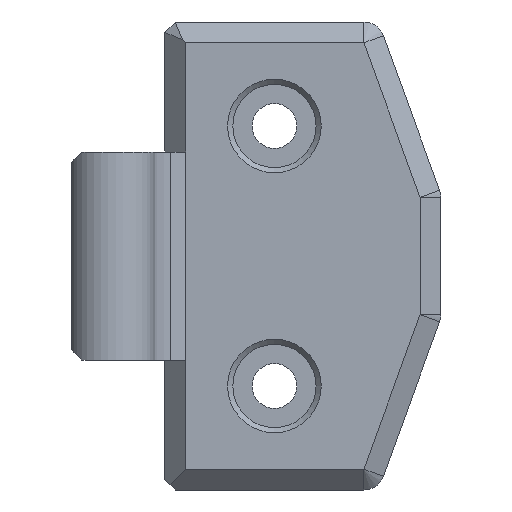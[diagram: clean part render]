
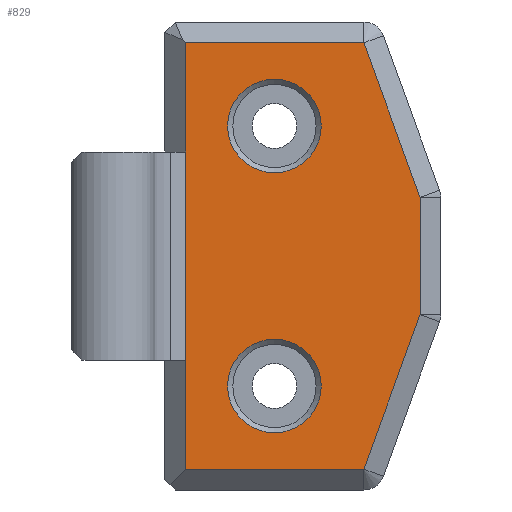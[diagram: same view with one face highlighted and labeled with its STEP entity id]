
A CAD part, front view. The second image highlights one B-rep face of the part: STEP entity #829.
In plain terms, the highlighted planar face has unit normal (0, -1, 0).
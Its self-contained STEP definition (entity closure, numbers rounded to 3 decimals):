
#30=FACE_BOUND('',#141,.T.);
#31=FACE_BOUND('',#142,.T.);
#52=CIRCLE('',#912,4.5);
#53=CIRCLE('',#914,4.5);
#87=FACE_OUTER_BOUND('',#140,.T.);
#140=EDGE_LOOP('',(#636,#637,#638,#639,#640,#641,#642,#643,#644,#645));
#141=EDGE_LOOP('',(#646));
#142=EDGE_LOOP('',(#647));
#187=LINE('',#1237,#275);
#206=LINE('',#1288,#294);
#218=LINE('',#1329,#306);
#219=LINE('',#1331,#307);
#220=LINE('',#1333,#308);
#221=LINE('',#1335,#309);
#222=LINE('',#1337,#310);
#223=LINE('',#1339,#311);
#224=LINE('',#1341,#312);
#225=LINE('',#1342,#313);
#275=VECTOR('',#985,10.);
#294=VECTOR('',#1038,10.);
#306=VECTOR('',#1072,10.);
#307=VECTOR('',#1073,10.);
#308=VECTOR('',#1074,10.);
#309=VECTOR('',#1075,10.);
#310=VECTOR('',#1076,10.);
#311=VECTOR('',#1077,10.);
#312=VECTOR('',#1078,10.);
#313=VECTOR('',#1079,10.);
#367=VERTEX_POINT('',#1234);
#368=VERTEX_POINT('',#1236);
#383=VERTEX_POINT('',#1286);
#400=VERTEX_POINT('',#1324);
#401=VERTEX_POINT('',#1328);
#402=VERTEX_POINT('',#1330);
#403=VERTEX_POINT('',#1332);
#404=VERTEX_POINT('',#1334);
#405=VERTEX_POINT('',#1336);
#406=VERTEX_POINT('',#1338);
#407=VERTEX_POINT('',#1340);
#408=VERTEX_POINT('',#1343);
#442=EDGE_CURVE('',#368,#367,#187,.T.);
#468=EDGE_CURVE('',#367,#383,#206,.T.);
#487=EDGE_CURVE('',#400,#400,#52,.T.);
#488=EDGE_CURVE('',#401,#383,#218,.T.);
#489=EDGE_CURVE('',#401,#402,#219,.T.);
#490=EDGE_CURVE('',#402,#403,#220,.T.);
#491=EDGE_CURVE('',#403,#404,#221,.T.);
#492=EDGE_CURVE('',#404,#405,#222,.T.);
#493=EDGE_CURVE('',#405,#406,#223,.T.);
#494=EDGE_CURVE('',#406,#407,#224,.T.);
#495=EDGE_CURVE('',#407,#368,#225,.T.);
#496=EDGE_CURVE('',#408,#408,#53,.T.);
#636=ORIENTED_EDGE('',*,*,#468,.T.);
#637=ORIENTED_EDGE('',*,*,#488,.F.);
#638=ORIENTED_EDGE('',*,*,#489,.T.);
#639=ORIENTED_EDGE('',*,*,#490,.T.);
#640=ORIENTED_EDGE('',*,*,#491,.T.);
#641=ORIENTED_EDGE('',*,*,#492,.T.);
#642=ORIENTED_EDGE('',*,*,#493,.T.);
#643=ORIENTED_EDGE('',*,*,#494,.T.);
#644=ORIENTED_EDGE('',*,*,#495,.T.);
#645=ORIENTED_EDGE('',*,*,#442,.T.);
#646=ORIENTED_EDGE('',*,*,#496,.T.);
#647=ORIENTED_EDGE('',*,*,#487,.T.);
#792=PLANE('',#913);
#829=ADVANCED_FACE('',(#87,#30,#31),#792,.F.);
#912=AXIS2_PLACEMENT_3D('',#1326,#1068,#1069);
#913=AXIS2_PLACEMENT_3D('',#1327,#1070,#1071);
#914=AXIS2_PLACEMENT_3D('',#1344,#1080,#1081);
#985=DIRECTION('',(-1.,0.,0.));
#1038=DIRECTION('',(0.,0.,-1.));
#1068=DIRECTION('center_axis',(0.,1.,0.));
#1069=DIRECTION('ref_axis',(1.,0.,0.));
#1070=DIRECTION('center_axis',(0.,1.,0.));
#1071=DIRECTION('ref_axis',(0.,0.,
1.));
#1072=DIRECTION('',(-1.,0.,0.));
#1073=DIRECTION('',(0.,0.,-1.));
#1074=DIRECTION('',(1.,0.,0.));
#1075=DIRECTION('',(0.342,0.,0.94));
#1076=DIRECTION('',(0.,0.,1.));
#1077=DIRECTION('',(-0.342,0.,0.94));
#1078=DIRECTION('',(-1.,0.,0.));
#1079=DIRECTION('',(0.,0.,-1.));
#1080=DIRECTION('center_axis',(0.,1.,0.));
#1081=DIRECTION('ref_axis',(1.,0.,0.));
#1234=CARTESIAN_POINT('',(163.201,-214.5,307.5));
#1236=CARTESIAN_POINT('',(163.201,-214.5,307.5));
#1237=CARTESIAN_POINT('',(166.151,-214.5,307.5));
#1286=CARTESIAN_POINT('',(163.201,-214.5,287.5));
#1288=CARTESIAN_POINT('',(163.201,-214.5,287.5));
#1324=CARTESIAN_POINT('',(167.244,-214.5,310.));
#1326=CARTESIAN_POINT('Origin',(171.744,-214.5,310.));
#1327=CARTESIAN_POINT('Origin',(171.101,-214.5,329.001));
#1328=CARTESIAN_POINT('',(163.201,-214.5,287.5));
#1329=CARTESIAN_POINT('',(166.151,-214.5,287.5));
#1330=CARTESIAN_POINT('',(163.201,-214.5,277.));
#1331=CARTESIAN_POINT('',(163.201,-214.5,327.));
#1332=CARTESIAN_POINT('',(180.343,-214.5,277.));
#1333=CARTESIAN_POINT('',(176.226,-214.5,277.));
#1334=CARTESIAN_POINT('',(185.744,-214.5,291.852));
#1335=CARTESIAN_POINT('',(190.914,-214.5,306.072));
#1336=CARTESIAN_POINT('',(185.744,-214.5,303.148));
#1337=CARTESIAN_POINT('',(185.744,-214.5,316.251));
#1338=CARTESIAN_POINT('',(180.343,-214.5,318.));
#1339=CARTESIAN_POINT('',(177.797,-214.5,325.));
#1340=CARTESIAN_POINT('',(163.201,-214.5,318.));
#1341=CARTESIAN_POINT('',(176.226,-214.5,318.));
#1342=CARTESIAN_POINT('',(163.201,-214.5,327.));
#1343=CARTESIAN_POINT('',(167.244,-214.5,285.));
#1344=CARTESIAN_POINT('Origin',(171.744,-214.5,285.));
